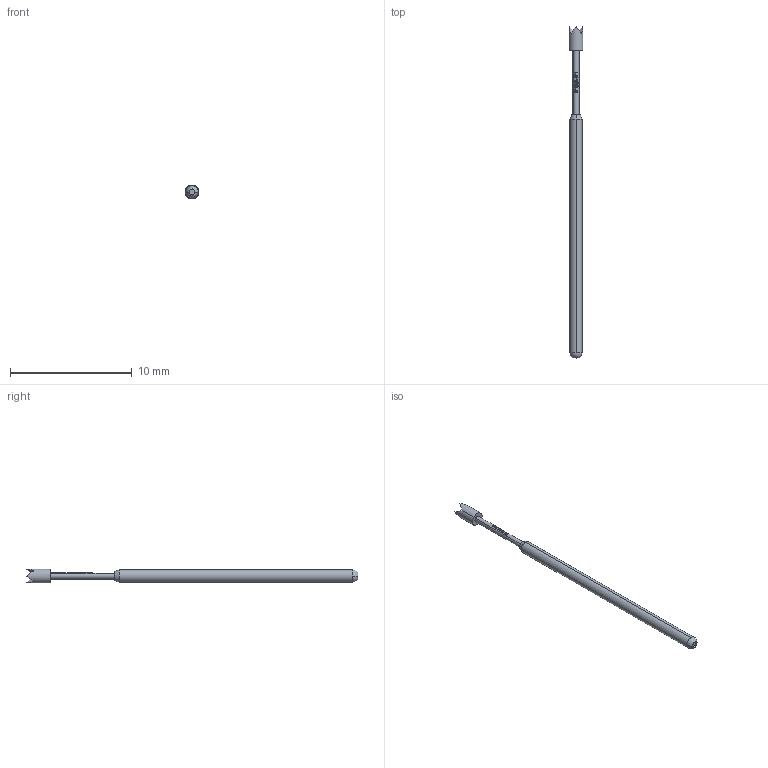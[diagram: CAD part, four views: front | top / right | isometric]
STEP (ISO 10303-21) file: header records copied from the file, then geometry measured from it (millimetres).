
FILE_DESCRIPTION (( 'STEP AP203' ), '1' );
FILE_NAME ('INGUN_GKS-101_304_115_A_xx00.STEP', '2021-11-02T07:43:30', ( 'ochi' ), ( '' ), 'SwSTEP 2.0', 'SolidWorks 2018', '' );
FILE_SCHEMA (( 'CONFIG_CONTROL_DESIGN' ));
Length unit declared in the file: millimetre
Products named in the file (1): INGUN_GKS-101_304_115_A_xx00
Bounding box: 1.15 x 27.3 x 1.15 mm (x, y, z)
Volume: 18.2 mm3; surface area: 80.7 mm2
Topology: 1 solids, 1 shells, 82 faces, 212 edges, 137 vertices
Faces by surface type: plane 41, bspline 22, cylinder 15, cone 2, sphere 2
Entity records: 3975 total; most frequent: CARTESIAN_POINT 2294, ORIENTED_EDGE 420, EDGE_CURVE 210, DIRECTION 186, B_SPLINE_CURVE_WITH_KNOTS 160, VERTEX_POINT 137, EDGE_LOOP 89, AXIS2_PLACEMENT_3D 83
